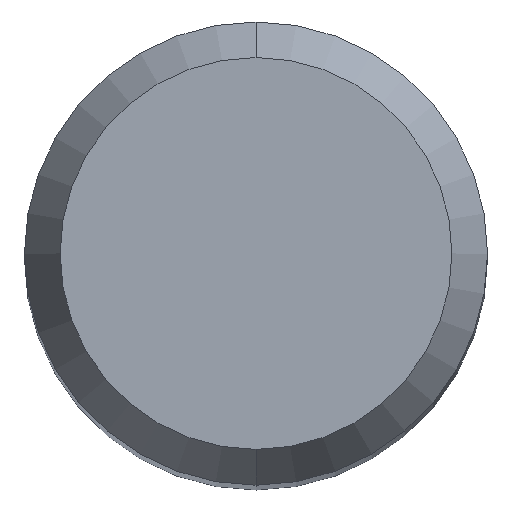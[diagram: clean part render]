
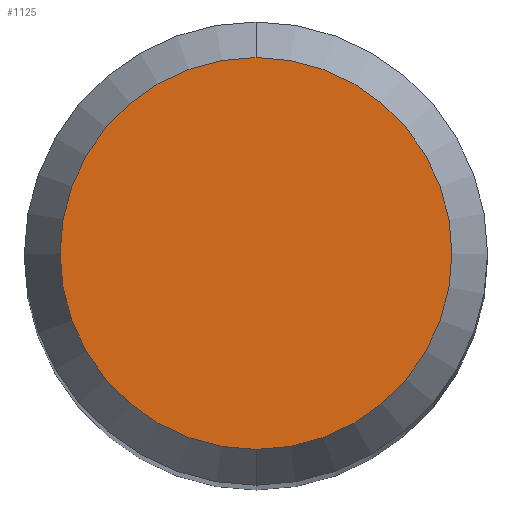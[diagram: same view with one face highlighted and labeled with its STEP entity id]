
A CAD part, top view. The second image highlights one B-rep face of the part: STEP entity #1125.
In plain terms, the highlighted planar face has unit normal (0, 0, 1).
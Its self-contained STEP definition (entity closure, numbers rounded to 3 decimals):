
#739=EDGE_CURVE('',#829,#1771,#2054,.T.);
#829=VERTEX_POINT('',#2152);
#1125=ADVANCED_FACE('',(#2475),#2476,.T.);
#1465=EDGE_CURVE('',#1771,#829,#2842,.T.);
#1771=VERTEX_POINT('',#3181);
#2054=CIRCLE('',#3920,2.538);
#2152=CARTESIAN_POINT('',(0.,-2.538,0.0));
#2475=FACE_OUTER_BOUND('',#7341,.T.);
#2476=PLANE('',#7342);
#2842=CIRCLE('',#9851,2.538);
#3181=CARTESIAN_POINT('',(0.0,2.538,0.0));
#3920=AXIS2_PLACEMENT_3D('',#15264,#15265,#15266);
#7341=EDGE_LOOP('',(#15677,#15678));
#7342=AXIS2_PLACEMENT_3D('',#15679,#15680,#15681);
#9851=AXIS2_PLACEMENT_3D('',#16011,#16012,#16013);
#15264=CARTESIAN_POINT('',(0.0,0.0,0.0));
#15265=DIRECTION('',(0.0,0.0,-1.0));
#15266=DIRECTION('',(0.0,1.0,0.0));
#15677=ORIENTED_EDGE('',*,*,#1465,.F.);
#15678=ORIENTED_EDGE('',*,*,#739,.F.);
#15679=CARTESIAN_POINT('',(0.0,1.269,0.0));
#15680=DIRECTION('',(-0.0,0.0,1.0));
#15681=DIRECTION('',(0.0,-1.0,0.0));
#16011=CARTESIAN_POINT('',(0.0,0.0,0.0));
#16012=DIRECTION('',(0.0,0.0,-1.0));
#16013=DIRECTION('',(0.0,1.0,0.0));
